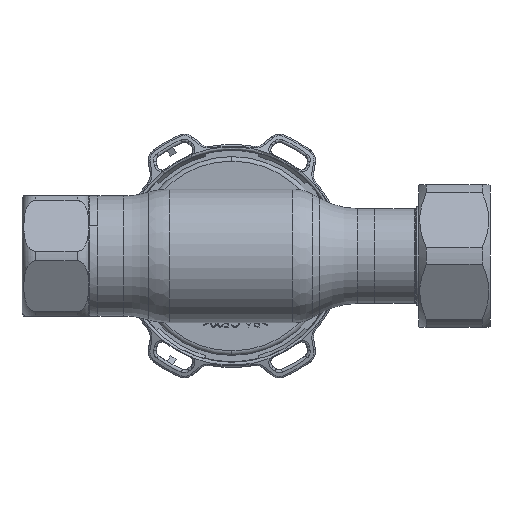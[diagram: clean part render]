
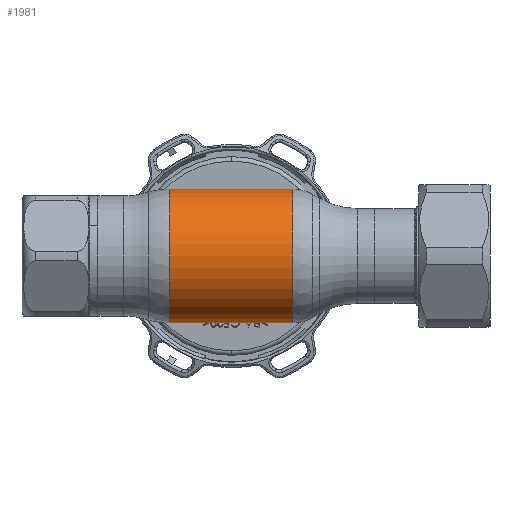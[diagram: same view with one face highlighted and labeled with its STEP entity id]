
A CAD part, front view. The second image highlights one B-rep face of the part: STEP entity #1981.
In plain terms, the highlighted cylindrical face has radius 15 mm (diameter 30 mm), a partial arc.
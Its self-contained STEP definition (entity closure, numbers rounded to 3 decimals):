
#296 = VERTEX_POINT ( 'NONE', #22101 ) ;
#848 = ORIENTED_EDGE ( 'NONE', *, *, #25312, .F. ) ;
#901 = EDGE_CURVE ( 'NONE', #296, #10628, #23868, .T. ) ;
#1415 = CARTESIAN_POINT ( 'NONE',  ( -13.909, 0., 0. ) ) ;
#1746 = DIRECTION ( 'NONE',  ( 0., 0., -1. ) ) ;
#1981 = ADVANCED_FACE ( 'NONE', ( #15430 ), #15999, .T. ) ;
#4601 = CARTESIAN_POINT ( 'NONE',  ( -13.909, 0., -15. ) ) ;
#6674 = VERTEX_POINT ( 'NONE', #16818 ) ;
#8436 = DIRECTION ( 'NONE',  ( 1., 0., 0. ) ) ;
#8823 = DIRECTION ( 'NONE',  ( 1., 0., 0. ) ) ;
#9134 = VECTOR ( 'NONE', #30366, 1000. ) ;
#10628 = VERTEX_POINT ( 'NONE', #25692 ) ;
#11183 = EDGE_LOOP ( 'NONE', ( #16071, #32412, #32117, #848 ) ) ;
#12251 = CIRCLE ( 'NONE', #16443, 15. ) ;
#12819 = DIRECTION ( 'NONE',  ( 1., 0., 0. ) ) ;
#15430 = FACE_OUTER_BOUND ( 'NONE', #11183, .T. ) ;
#15660 = CARTESIAN_POINT ( 'NONE',  ( 62.69, 0., 15. ) ) ;
#15999 = CYLINDRICAL_SURFACE ( 'NONE', #19394, 15. ) ;
#16071 = ORIENTED_EDGE ( 'NONE', *, *, #901, .F. ) ;
#16237 = DIRECTION ( 'NONE',  ( 1., 0., 0. ) ) ;
#16246 = VECTOR ( 'NONE', #8436, 1000. ) ;
#16443 = AXIS2_PLACEMENT_3D ( 'NONE', #34743, #8823, #28264 ) ;
#16818 = CARTESIAN_POINT ( 'NONE',  ( 13.588, 0., -15. ) ) ;
#16929 = AXIS2_PLACEMENT_3D ( 'NONE', #1415, #16237, #27796 ) ;
#18689 = CIRCLE ( 'NONE', #16929, 15. ) ;
#19212 = EDGE_CURVE ( 'NONE', #296, #26006, #18689, .T. ) ;
#19394 = AXIS2_PLACEMENT_3D ( 'NONE', #27365, #12819, #1746 ) ;
#22101 = CARTESIAN_POINT ( 'NONE',  ( -13.909, 0., 15. ) ) ;
#23868 = LINE ( 'NONE', #15660, #9134 ) ;
#25312 = EDGE_CURVE ( 'NONE', #10628, #6674, #12251, .T. ) ;
#25692 = CARTESIAN_POINT ( 'NONE',  ( 13.588, 0., 15. ) ) ;
#26006 = VERTEX_POINT ( 'NONE', #4601 ) ;
#27365 = CARTESIAN_POINT ( 'NONE',  ( 62.69, 0., 0. ) ) ;
#27709 = CARTESIAN_POINT ( 'NONE',  ( 62.69, 0., -15. ) ) ;
#27796 = DIRECTION ( 'NONE',  ( 0., 0., -1. ) ) ;
#28264 = DIRECTION ( 'NONE',  ( 0., 0., -1. ) ) ;
#30366 = DIRECTION ( 'NONE',  ( 1., 0., 0. ) ) ;
#31390 = LINE ( 'NONE', #27709, #16246 ) ;
#31665 = EDGE_CURVE ( 'NONE', #26006, #6674, #31390, .T. ) ;
#32117 = ORIENTED_EDGE ( 'NONE', *, *, #31665, .T. ) ;
#32412 = ORIENTED_EDGE ( 'NONE', *, *, #19212, .T. ) ;
#34743 = CARTESIAN_POINT ( 'NONE',  ( 13.588, 0., 0. ) ) ;
